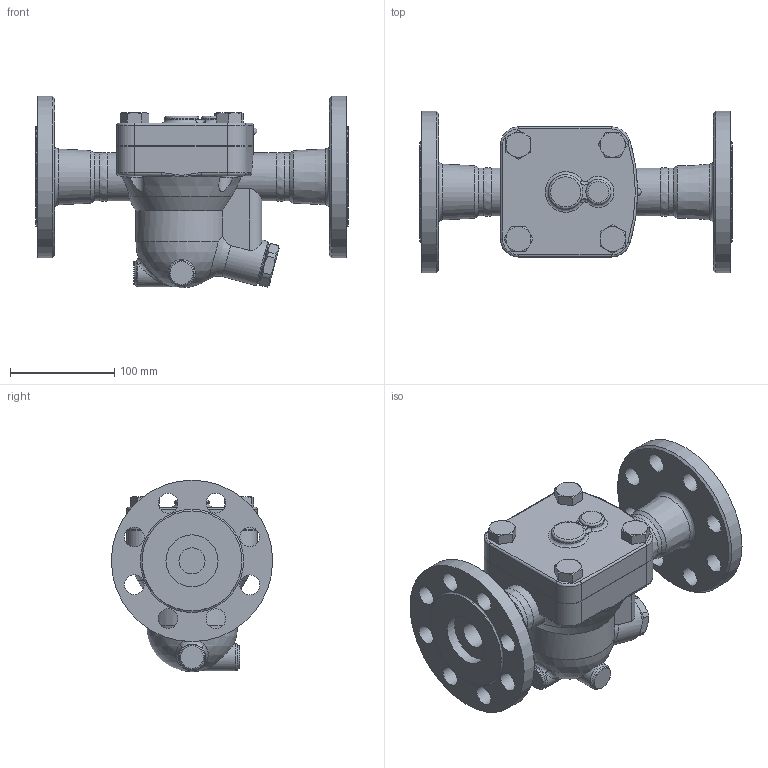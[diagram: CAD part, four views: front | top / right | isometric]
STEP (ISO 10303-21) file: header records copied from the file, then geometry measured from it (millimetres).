
FILE_DESCRIPTION((''),'2;1');
FILE_NAME('j5rhb-050-jis20-00.stp','2011-01-21T15:08:11',('nakaot'),(''),'Autodesk Inventor 2008','Autodesk Inventor 2008','');
FILE_SCHEMA(('AUTOMOTIVE_DESIGN { 1 0 10303 214 1 1 1 1 }'));
Length unit declared in the file: millimetre
Products named in the file (1): j5rhb-050-jis20-00
Bounding box: 300 x 155 x 184 mm (x, y, z)
Volume: 2363609.5 mm3; surface area: 242399.5 mm2
Topology: 1 solids, 1 shells, 290 faces, 726 edges, 460 vertices
Faces by surface type: plane 93, bspline 76, cylinder 70, cone 34, torus 15, sphere 2
Full cylindrical faces by diameter (mm): 16 x8, 19 x8, 22 x2, 24 x1, 25 x1, 26 x1, 33 x1, 38 x1, 44 x1, 46 x3, 50 x1, 80 x1, 96 x1, 155 x1
Entity records: 16938 total; most frequent: CARTESIAN_POINT 10879, ORIENTED_EDGE 1238, DIRECTION 1148, EDGE_CURVE 619, AXIS2_PLACEMENT_3D 495, VERTEX_POINT 429, EDGE_LOOP 428, FACE_OUTER_BOUND 290
